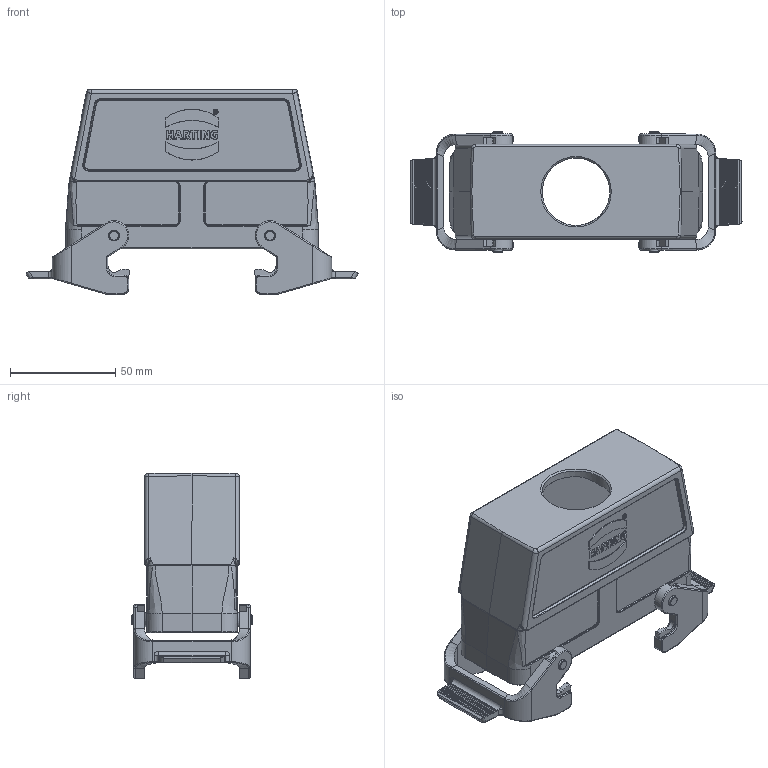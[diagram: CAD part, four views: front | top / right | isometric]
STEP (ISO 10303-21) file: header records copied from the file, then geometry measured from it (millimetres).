
FILE_DESCRIPTION(/* description */ (''),/* implementation_level */ '2;1');
FILE_NAME(/* name */ '100110545ugm000_b.stp',/* time_stamp */ '2017-10-26T13:34:51+02:00',/* author */ (''),/* organization */ (''),/* preprocessor_version */ 'ST-DEVELOPER v16',/* originating_system */ 'SIEMENS PLM Software NX 10.0',/* authorisation */ '');
FILE_SCHEMA (('AUTOMOTIVE_DESIGN { 1 0 10303 214 3 1 1 1 }'));
Length unit declared in the file: millimetre
Products named in the file (1): 100110545ugm000_b
Bounding box: 157.4 x 57.2 x 97.3 mm (x, y, z)
Volume: 116301.6 mm3; surface area: 65496.7 mm2
Topology: 3 solids, 3 shells, 1178 faces, 3535 edges, 2972 vertices
Faces by surface type: plane 599, cylinder 247, bspline 197, cone 71, torus 58, sphere 6
Full cylindrical faces by diameter (mm): 3 x4, 5.1 x4, 32 x1
Entity records: 47708 total; most frequent: CARTESIAN_POINT 15715, ORIENTED_EDGE 5854, DIRECTION 5314, EDGE_CURVE 2927, LINE 1896, VECTOR 1896, VERTEX_POINT 1861, AXIS2_PLACEMENT_3D 1709
